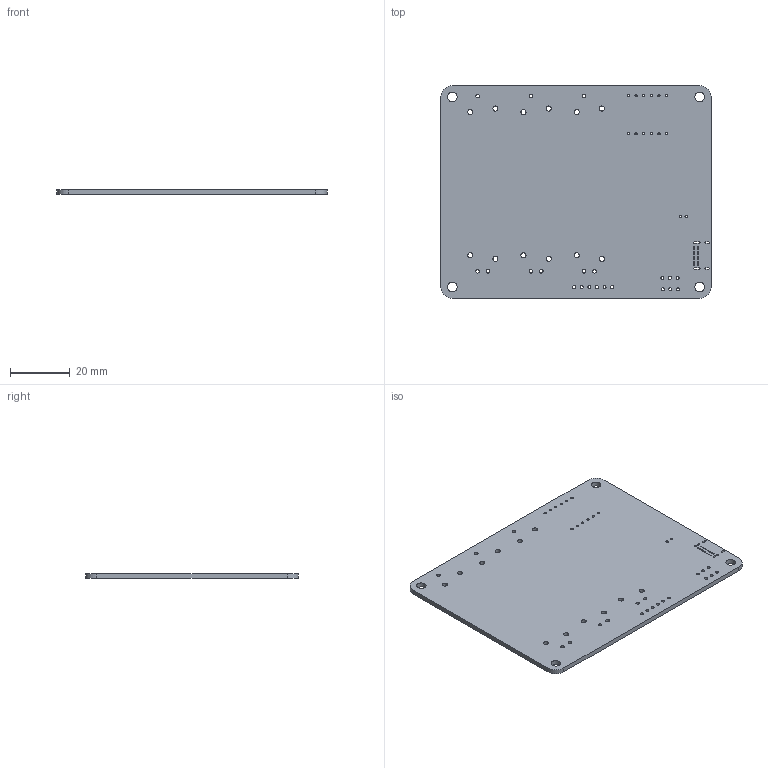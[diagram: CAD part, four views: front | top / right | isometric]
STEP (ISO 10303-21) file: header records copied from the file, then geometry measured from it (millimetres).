
FILE_DESCRIPTION(('KiCad electronic assembly'),'2;1');
FILE_NAME('ENEL300Group06.step','2022-09-21T10:25:53',('Pcbnew'),( 'Kicad'),'Open CASCADE STEP processor 7.6','KiCad to STEP converter' ,'Unknown');
FILE_SCHEMA(('AUTOMOTIVE_DESIGN { 1 0 10303 214 1 1 1 1 }'));
Length unit declared in the file: millimetre
Products named in the file (2): ENEL300Group06 1; ENEL300Group06 PCB
Assembly tree (1 placements, depth 2):
  ENEL300Group06 1
    ENEL300Group06 PCB
Bounding box: 90.17 x 71.12 x 1.6 mm (x, y, z)
Volume: 10094.5 mm3; surface area: 13518.2 mm2
Topology: 1 solids, 1 shells, 93 faces, 273 edges, 182 vertices
Faces by surface type: cylinder 79, plane 14
Full cylindrical faces by diameter (mm): 0.4 x16, 0.762 x12, 0.8 x2, 1 x12, 1.2 x9, 1.7 x12, 3.2 x4
Entity records: 7065 total; most frequent: DIRECTION 1167, CARTESIAN_POINT 1096, ORIENTED_EDGE 546, PCURVE 546, DEFINITIONAL_REPRESENTATION 546, LINE 503, VECTOR 503, CIRCLE 316
